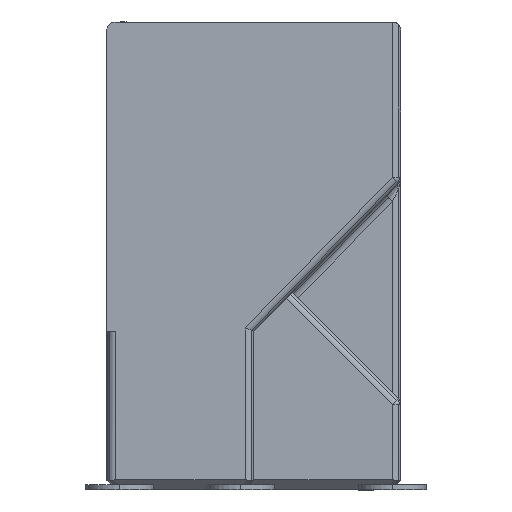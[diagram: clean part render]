
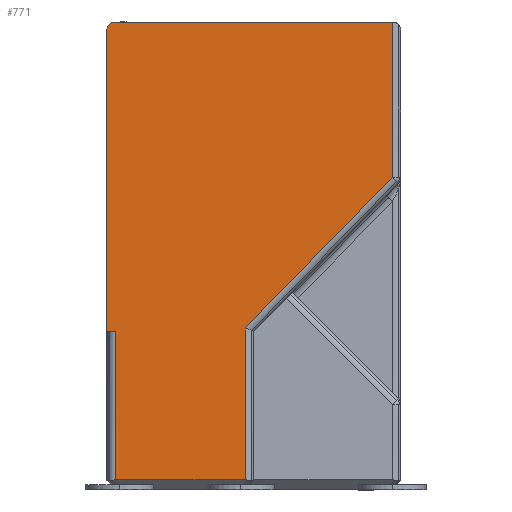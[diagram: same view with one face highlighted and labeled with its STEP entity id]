
A CAD part, left-side view. The second image highlights one B-rep face of the part: STEP entity #771.
In plain terms, the highlighted planar face has unit normal (-1, 0, 0).
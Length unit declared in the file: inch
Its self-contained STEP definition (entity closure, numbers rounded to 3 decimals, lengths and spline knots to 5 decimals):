
#771=ADVANCED_FACE('',(#1708),#1709,.F.);
#1708=FACE_OUTER_BOUND('',#2948,.T.);
#1709=PLANE('',#2949);
#2948=EDGE_LOOP('',(#5168,#5169,#5170,#5171,#5172,#5173,#5174,#5175,#5176,#5177));
#2949=AXIS2_PLACEMENT_3D('',#5178,#5179,#5180);
#5168=ORIENTED_EDGE('',*,*,#7949,.F.);
#5169=ORIENTED_EDGE('',*,*,#7950,.F.);
#5170=ORIENTED_EDGE('',*,*,#7712,.F.);
#5171=ORIENTED_EDGE('',*,*,#7951,.F.);
#5172=ORIENTED_EDGE('',*,*,#7952,.F.);
#5173=ORIENTED_EDGE('',*,*,#7447,.F.);
#5174=ORIENTED_EDGE('',*,*,#7953,.F.);
#5175=ORIENTED_EDGE('',*,*,#7954,.F.);
#5176=ORIENTED_EDGE('',*,*,#7798,.T.);
#5177=ORIENTED_EDGE('',*,*,#7955,.F.);
#5178=CARTESIAN_POINT('',(2.62677,-2.92624,0.45472));
#5179=DIRECTION('',(1.0,0.,0.0));
#5180=DIRECTION('',(0.,1.0,0.));
#7447=EDGE_CURVE('',#8816,#8818,#8819,.F.);
#7712=EDGE_CURVE('',#9258,#9260,#9261,.T.);
#7798=EDGE_CURVE('',#9399,#9397,#9400,.T.);
#7949=EDGE_CURVE('',#9632,#9633,#9634,.T.);
#7950=EDGE_CURVE('',#9260,#9632,#9635,.T.);
#7951=EDGE_CURVE('',#8827,#9258,#9636,.T.);
#7952=EDGE_CURVE('',#8818,#8827,#9637,.T.);
#7953=EDGE_CURVE('',#9638,#8816,#9639,.T.);
#7954=EDGE_CURVE('',#9399,#9638,#9640,.T.);
#7955=EDGE_CURVE('',#9633,#9397,#9641,.F.);
#8816=VERTEX_POINT('',#10714);
#8818=VERTEX_POINT('',#10717);
#8819=LINE('',#10718,#10719);
#8827=VERTEX_POINT('',#10728);
#9258=VERTEX_POINT('',#11292);
#9260=VERTEX_POINT('',#11294);
#9261=LINE('',#11295,#11296);
#9397=VERTEX_POINT('',#11487);
#9399=VERTEX_POINT('',#11490);
#9400=LINE('',#11491,#11492);
#9632=VERTEX_POINT('',#11813);
#9633=VERTEX_POINT('',#11814);
#9634=LINE('',#11815,#11816);
#9635=LINE('',#11817,#11818);
#9636=LINE('',#11819,#11820);
#9637=LINE('',#11821,#11822);
#9638=VERTEX_POINT('',#11823);
#9639=CIRCLE('',#11824,0.01969);
#9640=CIRCLE('',#11825,0.01969);
#9641=LINE('',#11826,#11827);
#10714=CARTESIAN_POINT('',(2.62677,-2.43214,0.84843));
#10717=CARTESIAN_POINT('',(2.62677,-3.07781,0.84843));
#10718=CARTESIAN_POINT('',(2.62677,-2.84658,0.84843));
#10719=VECTOR('',#13032,1.0);
#10728=CARTESIAN_POINT('',(2.62677,-3.07781,0.4862));
#11292=CARTESIAN_POINT('',(2.62677,-2.73529,0.1354));
#11294=CARTESIAN_POINT('',(2.62677,-2.73529,-0.2185));
#11295=CARTESIAN_POINT('',(2.62677,-2.73529,0.49016));
#11296=VECTOR('',#13437,1.0);
#11487=CARTESIAN_POINT('',(2.62677,-2.41246,0.12738));
#11490=CARTESIAN_POINT('',(2.62677,-2.41246,0.82874));
#11491=CARTESIAN_POINT('',(2.62677,-2.41246,0.23798));
#11492=VECTOR('',#13557,1.0);
#11813=CARTESIAN_POINT('',(2.62677,-2.43266,-0.2185));
#11814=CARTESIAN_POINT('',(2.62677,-2.43266,0.12738));
#11815=CARTESIAN_POINT('',(2.62677,-2.43266,0.35693));
#11816=VECTOR('',#13758,1.0);
#11817=CARTESIAN_POINT('',(2.62677,-2.92132,-0.2185));
#11818=VECTOR('',#13759,1.0);
#11819=CARTESIAN_POINT('',(2.62677,-2.93129,0.33613));
#11820=VECTOR('',#13760,1.0);
#11821=CARTESIAN_POINT('',(2.62677,-3.07781,0.3364));
#11822=VECTOR('',#13761,1.0);
#11823=CARTESIAN_POINT('',(2.62677,-2.41822,0.84266));
#11824=AXIS2_PLACEMENT_3D('',#13762,#13763,#13764);
#11825=AXIS2_PLACEMENT_3D('',#13765,#13766,#13767);
#11826=CARTESIAN_POINT('',(2.62677,-2.84658,0.12738));
#11827=VECTOR('',#13768,1.0);
#13032=DIRECTION('',(0.,1.0,0.));
#13437=DIRECTION('',(0.,0.,-1.0));
#13557=DIRECTION('',(0.,0.,-1.0));
#13758=DIRECTION('',(0.,0.,1.0));
#13759=DIRECTION('',(0.,1.0,0.));
#13760=DIRECTION('',(0.,0.699,-0.716));
#13761=DIRECTION('',(0.,0.,-1.0));
#13762=CARTESIAN_POINT('',(2.62677,-2.43214,0.82874));
#13763=DIRECTION('',(1.0,0.,0.));
#13764=DIRECTION('',(0.,0.707,0.707));
#13765=CARTESIAN_POINT('',(2.62677,-2.43214,0.82874));
#13766=DIRECTION('',(1.0,0.,0.));
#13767=DIRECTION('',(0.,0.707,0.707));
#13768=DIRECTION('',(0.,-1.0,0.));
